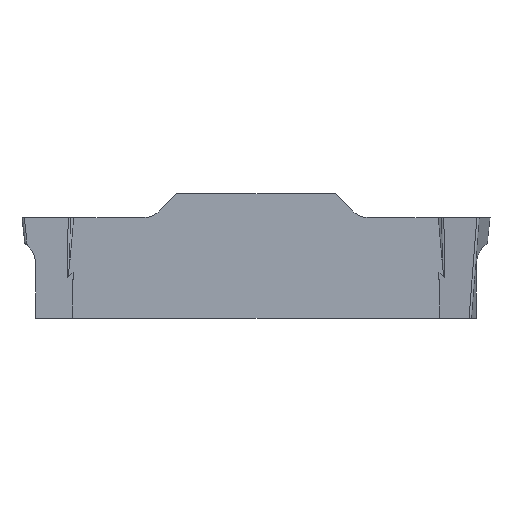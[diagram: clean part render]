
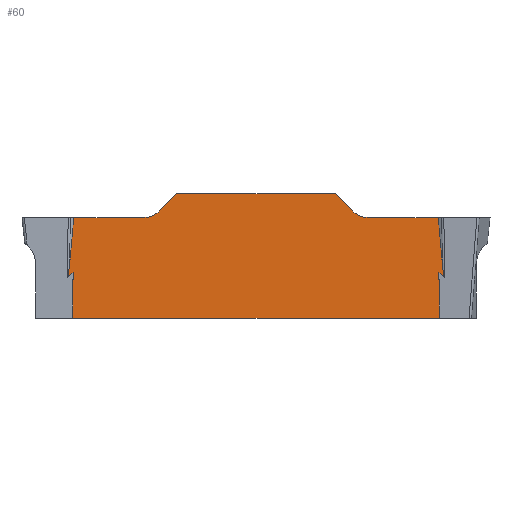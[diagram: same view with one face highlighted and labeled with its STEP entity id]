
A CAD part, left-side view. The second image highlights one B-rep face of the part: STEP entity #60.
In plain terms, the highlighted planar face has unit normal (-1, 0, 0).
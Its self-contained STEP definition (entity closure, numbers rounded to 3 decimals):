
#51=CIRCLE('',#771,1.);
#52=CIRCLE('',#772,1.);
#60=ADVANCED_FACE('',(#120),#96,.T.);
#96=PLANE('',#773);
#120=FACE_OUTER_BOUND('',#156,.T.);
#156=EDGE_LOOP('',(#241,#242,#243,#244,#245,#246,#247,#248,#249,#250,#251,
#252,#253,#254,#255,#256));
#241=ORIENTED_EDGE('',*,*,#509,.T.);
#242=ORIENTED_EDGE('',*,*,#510,.T.);
#243=ORIENTED_EDGE('',*,*,#488,.T.);
#244=ORIENTED_EDGE('',*,*,#511,.T.);
#245=ORIENTED_EDGE('',*,*,#483,.T.);
#246=ORIENTED_EDGE('',*,*,#512,.T.);
#247=ORIENTED_EDGE('',*,*,#513,.T.);
#248=ORIENTED_EDGE('',*,*,#514,.T.);
#249=ORIENTED_EDGE('',*,*,#515,.T.);
#250=ORIENTED_EDGE('',*,*,#516,.F.);
#251=ORIENTED_EDGE('',*,*,#517,.F.);
#252=ORIENTED_EDGE('',*,*,#518,.F.);
#253=ORIENTED_EDGE('',*,*,#519,.F.);
#254=ORIENTED_EDGE('',*,*,#520,.F.);
#255=ORIENTED_EDGE('',*,*,#521,.F.);
#256=ORIENTED_EDGE('',*,*,#522,.F.);
#415=VERTEX_POINT('',#1030);
#416=VERTEX_POINT('',#1032);
#419=VERTEX_POINT('',#1040);
#420=VERTEX_POINT('',#1042);
#437=VERTEX_POINT('',#1084);
#438=VERTEX_POINT('',#1085);
#439=VERTEX_POINT('',#1107);
#440=VERTEX_POINT('',#1109);
#441=VERTEX_POINT('',#1123);
#442=VERTEX_POINT('',#1125);
#443=VERTEX_POINT('',#1127);
#444=VERTEX_POINT('',#1129);
#445=VERTEX_POINT('',#1131);
#446=VERTEX_POINT('',#1133);
#447=VERTEX_POINT('',#1135);
#448=VERTEX_POINT('',#1137);
#483=EDGE_CURVE('',#416,#415,#583,.T.);
#488=EDGE_CURVE('',#420,#419,#587,.T.);
#509=EDGE_CURVE('',#437,#438,#605,.T.);
#510=EDGE_CURVE('',#438,#420,#727,.T.);
#511=EDGE_CURVE('',#419,#416,#606,.T.);
#512=EDGE_CURVE('',#415,#439,#607,.T.);
#513=EDGE_CURVE('',#439,#440,#608,.T.);
#514=EDGE_CURVE('',#440,#441,#728,.T.);
#515=EDGE_CURVE('',#441,#442,#609,.T.);
#516=EDGE_CURVE('',#443,#442,#610,.T.);
#517=EDGE_CURVE('',#444,#443,#51,.T.);
#518=EDGE_CURVE('',#445,#444,#611,.T.);
#519=EDGE_CURVE('',#446,#445,#612,.T.);
#520=EDGE_CURVE('',#447,#446,#613,.T.);
#521=EDGE_CURVE('',#448,#447,#52,.T.);
#522=EDGE_CURVE('',#437,#448,#614,.T.);
#583=LINE('',#1031,#657);
#587=LINE('',#1041,#661);
#605=LINE('',#1083,#679);
#606=LINE('',#1105,#680);
#607=LINE('',#1106,#681);
#608=LINE('',#1108,#682);
#609=LINE('',#1124,#683);
#610=LINE('',#1126,#684);
#611=LINE('',#1130,#685);
#612=LINE('',#1132,#686);
#613=LINE('',#1134,#687);
#614=LINE('',#1138,#688);
#657=VECTOR('',#828,1.);
#661=VECTOR('',#836,1.);
#679=VECTOR('',#868,1.);
#680=VECTOR('',#869,1.);
#681=VECTOR('',#870,1.);
#682=VECTOR('',#871,1.);
#683=VECTOR('',#872,1.);
#684=VECTOR('',#873,1.);
#685=VECTOR('',#876,1.);
#686=VECTOR('',#877,1.);
#687=VECTOR('',#878,1.);
#688=VECTOR('',#881,1.);
#727=B_SPLINE_CURVE_WITH_KNOTS('',3,(#1086,#1087,#1088,#1089,#1090,#1091,
#1092,#1093,#1094,#1095,#1096,#1097,#1098,#1099,#1100,#1101,#1102,#1103,
#1104),.UNSPECIFIED.,.F.,.F.,(4,3,3,3,3,3,4),(0.,0.312,0.653,
0.824,0.929,0.98,1.),.UNSPECIFIED.);
#728=B_SPLINE_CURVE_WITH_KNOTS('',3,(#1110,#1111,#1112,#1113,#1114,#1115,
#1116,#1117,#1118,#1119,#1120,#1121,#1122),.UNSPECIFIED.,.F.,.F.,(4,3,3,
3,4),(0.,0.036,0.179,0.747,1.),
 .UNSPECIFIED.);
#771=AXIS2_PLACEMENT_3D('',#1128,#874,#875);
#772=AXIS2_PLACEMENT_3D('',#1136,#879,#880);
#773=AXIS2_PLACEMENT_3D('',#1139,#882,#883);
#828=DIRECTION('',(0.,-1.,0.));
#836=DIRECTION('',(0.,-0.707,0.707));
#868=DIRECTION('',(0.,0.087,-0.996));
#869=DIRECTION('',(0.,0.011,-1.));
#870=DIRECTION('',(0.,0.011,1.));
#871=DIRECTION('',(0.,-0.707,-0.707));
#872=DIRECTION('',(0.,0.087,0.996));
#873=DIRECTION('',(0.,-1.,0.));
#874=DIRECTION('',(-1.,0.,0.));
#875=DIRECTION('',(0.,0.,1.));
#876=DIRECTION('',(0.,-0.707,-0.707));
#877=DIRECTION('',(0.,-1.,0.));
#878=DIRECTION('',(0.,-0.707,0.707));
#879=DIRECTION('',(-1.,0.,0.));
#880=DIRECTION('',(0.,0.,1.));
#881=DIRECTION('',(0.,-1.,0.));
#882=DIRECTION('',(-1.,0.,0.));
#883=DIRECTION('',(0.,0.,1.));
#1030=CARTESIAN_POINT('',(-0.8,1.888,-4.454));
#1031=CARTESIAN_POINT('',(-0.8,19.75,-4.454));
#1032=CARTESIAN_POINT('',(-0.8,18.112,-4.454));
#1040=CARTESIAN_POINT('',(-0.8,18.091,-2.421));
#1041=CARTESIAN_POINT('',(-0.8,17.183,-1.515));
#1042=CARTESIAN_POINT('',(-0.8,18.343,-2.673));
#1083=CARTESIAN_POINT('',(-0.8,17.985,0.9));
#1084=CARTESIAN_POINT('',(-0.8,18.064,0.));
#1085=CARTESIAN_POINT('',(-0.8,18.243,-2.056));
#1086=CARTESIAN_POINT('',(-0.8,18.243,-2.056));
#1087=CARTESIAN_POINT('',(-0.8,18.249,-2.121));
#1088=CARTESIAN_POINT('',(-0.8,18.255,-2.186));
#1089=CARTESIAN_POINT('',(-0.8,18.262,-2.251));
#1090=CARTESIAN_POINT('',(-0.8,18.27,-2.322));
#1091=CARTESIAN_POINT('',(-0.8,18.278,-2.393));
#1092=CARTESIAN_POINT('',(-0.8,18.289,-2.464));
#1093=CARTESIAN_POINT('',(-0.8,18.294,-2.499));
#1094=CARTESIAN_POINT('',(-0.8,18.3,-2.534));
#1095=CARTESIAN_POINT('',(-0.8,18.307,-2.569));
#1096=CARTESIAN_POINT('',(-0.8,18.312,-2.591));
#1097=CARTESIAN_POINT('',(-0.8,18.316,-2.612));
#1098=CARTESIAN_POINT('',(-0.8,18.323,-2.633));
#1099=CARTESIAN_POINT('',(-0.8,18.326,-2.643));
#1100=CARTESIAN_POINT('',(-0.8,18.33,-2.653));
#1101=CARTESIAN_POINT('',(-0.8,18.335,-2.663));
#1102=CARTESIAN_POINT('',(-0.8,18.337,-2.666));
#1103=CARTESIAN_POINT('',(-0.8,18.34,-2.67));
#1104=CARTESIAN_POINT('',(-0.8,18.343,-2.673));
#1105=CARTESIAN_POINT('',(-0.8,18.054,1.036));
#1106=CARTESIAN_POINT('',(-0.8,1.949,1.245));
#1107=CARTESIAN_POINT('',(-0.8,1.909,-2.421));
#1108=CARTESIAN_POINT('',(-0.8,12.576,8.235));
#1109=CARTESIAN_POINT('',(-0.8,1.657,-2.673));
#1110=CARTESIAN_POINT('',(-0.8,1.657,-2.673));
#1111=CARTESIAN_POINT('',(-0.8,1.663,-2.668));
#1112=CARTESIAN_POINT('',(-0.8,1.666,-2.66));
#1113=CARTESIAN_POINT('',(-0.8,1.669,-2.653));
#1114=CARTESIAN_POINT('',(-0.8,1.681,-2.626));
#1115=CARTESIAN_POINT('',(-0.8,1.687,-2.596));
#1116=CARTESIAN_POINT('',(-0.8,1.693,-2.567));
#1117=CARTESIAN_POINT('',(-0.8,1.718,-2.451));
#1118=CARTESIAN_POINT('',(-0.8,1.73,-2.332));
#1119=CARTESIAN_POINT('',(-0.8,1.742,-2.214));
#1120=CARTESIAN_POINT('',(-0.8,1.747,-2.162));
#1121=CARTESIAN_POINT('',(-0.8,1.752,-2.109));
#1122=CARTESIAN_POINT('',(-0.8,1.757,-2.056));
#1123=CARTESIAN_POINT('',(-0.8,1.757,-2.056));
#1124=CARTESIAN_POINT('',(-0.8,2.162,2.59));
#1125=CARTESIAN_POINT('',(-0.8,1.936,0.));
#1126=CARTESIAN_POINT('',(-0.8,19.75,0.));
#1127=CARTESIAN_POINT('',(-0.8,5.032,0.));
#1128=CARTESIAN_POINT('',(-0.8,5.032,1.));
#1129=CARTESIAN_POINT('',(-0.8,5.739,0.293));
#1130=CARTESIAN_POINT('',(-0.8,13.125,7.679));
#1131=CARTESIAN_POINT('',(-0.8,6.5,1.054));
#1132=CARTESIAN_POINT('',(-0.8,19.75,1.054));
#1133=CARTESIAN_POINT('',(-0.8,13.5,1.054));
#1134=CARTESIAN_POINT('',(-0.8,16.625,-2.071));
#1135=CARTESIAN_POINT('',(-0.8,14.261,0.293));
#1136=CARTESIAN_POINT('',(-0.8,14.968,1.));
#1137=CARTESIAN_POINT('',(-0.8,14.968,0.));
#1138=CARTESIAN_POINT('',(-0.8,19.75,0.));
#1139=CARTESIAN_POINT('',(-0.8,19.75,1.054));
